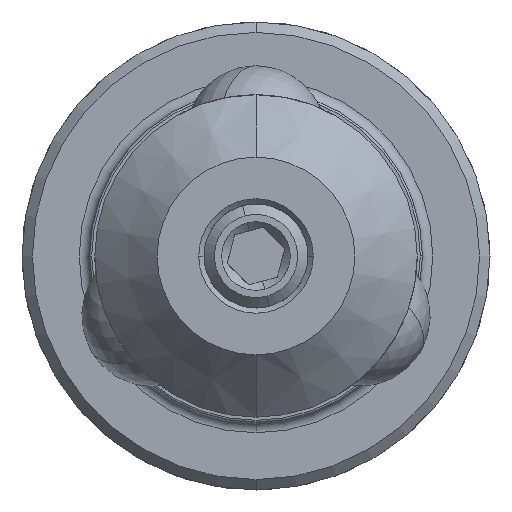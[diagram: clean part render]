
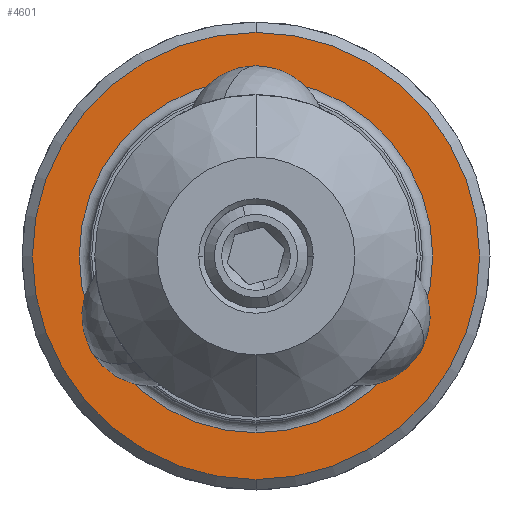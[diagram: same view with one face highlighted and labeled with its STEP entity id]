
A CAD part, front view. The second image highlights one B-rep face of the part: STEP entity #4601.
In plain terms, the highlighted planar face has unit normal (0, -1, 0).
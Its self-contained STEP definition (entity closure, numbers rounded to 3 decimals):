
#45 = FACE_OUTER_BOUND ( 'NONE', #1234, .T. ) ;
#116 = AXIS2_PLACEMENT_3D ( 'NONE', #1582, #4183, #1955 ) ;
#163 = CARTESIAN_POINT ( 'NONE',  ( 0., 43.8, 0. ) ) ;
#167 = FACE_BOUND ( 'NONE', #3558, .T. ) ;
#198 = CARTESIAN_POINT ( 'NONE',  ( 0., 43.8, 0. ) ) ;
#269 = EDGE_CURVE ( 'NONE', #847, #1293, #3832, .T. ) ;
#395 = ORIENTED_EDGE ( 'NONE', *, *, #1049, .T. ) ;
#543 = DIRECTION ( 'NONE',  ( 0., 0., -1. ) ) ;
#578 = DIRECTION ( 'NONE',  ( 0., 0., -1. ) ) ;
#730 = CARTESIAN_POINT ( 'NONE',  ( -10.75, 43.8, 0. ) ) ;
#847 = VERTEX_POINT ( 'NONE', #4218 ) ;
#987 = ORIENTED_EDGE ( 'NONE', *, *, #1589, .T. ) ;
#1049 = EDGE_CURVE ( 'NONE', #4513, #3622, #4592, .T. ) ;
#1076 = AXIS2_PLACEMENT_3D ( 'NONE', #730, #1240, #2585 ) ;
#1234 = EDGE_LOOP ( 'NONE', ( #987, #395 ) ) ;
#1240 = DIRECTION ( 'NONE',  ( 0., 1., 0. ) ) ;
#1293 = VERTEX_POINT ( 'NONE', #3292 ) ;
#1348 = ORIENTED_EDGE ( 'NONE', *, *, #3659, .F. ) ;
#1582 = CARTESIAN_POINT ( 'NONE',  ( 0., 43.8, 0. ) ) ;
#1589 = EDGE_CURVE ( 'NONE', #3622, #4513, #2310, .T. ) ;
#1729 = DIRECTION ( 'NONE',  ( 0., -1., 0. ) ) ;
#1955 = DIRECTION ( 'NONE',  ( 0., 0., -1. ) ) ;
#2202 = PLANE ( 'NONE',  #1076 ) ;
#2225 = AXIS2_PLACEMENT_3D ( 'NONE', #163, #2743, #543 ) ;
#2310 = CIRCLE ( 'NONE', #2225, 10.75 ) ;
#2418 = CIRCLE ( 'NONE', #116, 8.5 ) ;
#2585 = DIRECTION ( 'NONE',  ( 0., 0., 1. ) ) ;
#2668 = AXIS2_PLACEMENT_3D ( 'NONE', #198, #2782, #578 ) ;
#2703 = ORIENTED_EDGE ( 'NONE', *, *, #269, .F. ) ;
#2743 = DIRECTION ( 'NONE',  ( 0., -1., 0. ) ) ;
#2782 = DIRECTION ( 'NONE',  ( 0., -1., 0. ) ) ;
#3292 = CARTESIAN_POINT ( 'NONE',  ( 0., 43.8, 8.5 ) ) ;
#3558 = EDGE_LOOP ( 'NONE', ( #2703, #1348 ) ) ;
#3622 = VERTEX_POINT ( 'NONE', #3729 ) ;
#3659 = EDGE_CURVE ( 'NONE', #1293, #847, #2418, .T. ) ;
#3729 = CARTESIAN_POINT ( 'NONE',  ( 0., 43.8, 10.75 ) ) ;
#3832 = CIRCLE ( 'NONE', #4188, 8.5 ) ;
#3952 = CARTESIAN_POINT ( 'NONE',  ( 0., 43.8, 0. ) ) ;
#4183 = DIRECTION ( 'NONE',  ( 0., -1., 0. ) ) ;
#4188 = AXIS2_PLACEMENT_3D ( 'NONE', #3952, #1729, #4336 ) ;
#4218 = CARTESIAN_POINT ( 'NONE',  ( 0., 43.8, -8.5 ) ) ;
#4336 = DIRECTION ( 'NONE',  ( 0., 0., -1. ) ) ;
#4513 = VERTEX_POINT ( 'NONE', #4720 ) ;
#4592 = CIRCLE ( 'NONE', #2668, 10.75 ) ;
#4601 = ADVANCED_FACE ( 'NONE', ( #167, #45 ), #2202, .F. ) ;
#4720 = CARTESIAN_POINT ( 'NONE',  ( 0., 43.8, -10.75 ) ) ;
